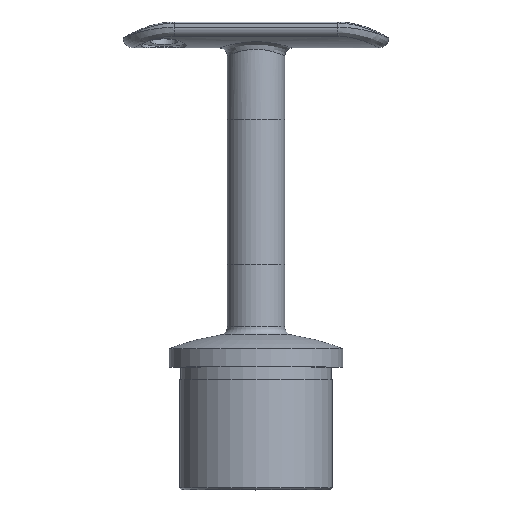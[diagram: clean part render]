
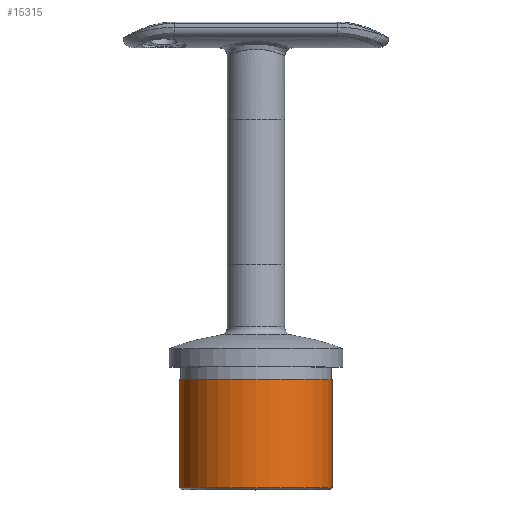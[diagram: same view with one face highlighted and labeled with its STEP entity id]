
A CAD part, top view. The second image highlights one B-rep face of the part: STEP entity #15315.
In plain terms, the highlighted cylindrical face has radius 18.65 mm (diameter 37.3 mm), a full revolution.
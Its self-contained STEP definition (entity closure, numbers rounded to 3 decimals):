
#986 = FACE_OUTER_BOUND ( 'NONE', #21821, .T. ) ;
#3090 = DIRECTION ( 'NONE',  ( 0., -1., 0. ) ) ;
#3521 = AXIS2_PLACEMENT_3D ( 'NONE', #13133, #3090, #5031 ) ;
#4320 = CARTESIAN_POINT ( 'NONE',  ( 0., 0., 0. ) ) ;
#4771 = AXIS2_PLACEMENT_3D ( 'NONE', #4320, #25005, #8230 ) ;
#5031 = DIRECTION ( 'NONE',  ( 0., 0., -1. ) ) ;
#5936 = EDGE_CURVE ( 'NONE', #17513, #17513, #7242, .T. ) ;
#7047 = FACE_OUTER_BOUND ( 'NONE', #7690, .T. ) ;
#7147 = CARTESIAN_POINT ( 'NONE',  ( 0., -29.5, -18.65 ) ) ;
#7242 = CIRCLE ( 'NONE', #3521, 18.65 ) ;
#7690 = EDGE_LOOP ( 'NONE', ( #17841 ) ) ;
#8011 = AXIS2_PLACEMENT_3D ( 'NONE', #24884, #13242, #15212 ) ;
#8214 = CIRCLE ( 'NONE', #8011, 18.65 ) ;
#8230 = DIRECTION ( 'NONE',  ( 0., 0., -1. ) ) ;
#10969 = CARTESIAN_POINT ( 'NONE',  ( 0., -3., -18.65 ) ) ;
#11246 = ORIENTED_EDGE ( 'NONE', *, *, #18087, .T. ) ;
#13133 = CARTESIAN_POINT ( 'NONE',  ( 0., -29.5, 0. ) ) ;
#13242 = DIRECTION ( 'NONE',  ( 0., -1., 0. ) ) ;
#15212 = DIRECTION ( 'NONE',  ( 0., 0., -1. ) ) ;
#15315 = ADVANCED_FACE ( 'NONE', ( #986, #7047 ), #23490, .T. ) ;
#17513 = VERTEX_POINT ( 'NONE', #7147 ) ;
#17801 = VERTEX_POINT ( 'NONE', #10969 ) ;
#17841 = ORIENTED_EDGE ( 'NONE', *, *, #5936, .F. ) ;
#18087 = EDGE_CURVE ( 'NONE', #17801, #17801, #8214, .T. ) ;
#21821 = EDGE_LOOP ( 'NONE', ( #11246 ) ) ;
#23490 = CYLINDRICAL_SURFACE ( 'NONE', #4771, 18.65 ) ;
#24884 = CARTESIAN_POINT ( 'NONE',  ( 0., -3., 0. ) ) ;
#25005 = DIRECTION ( 'NONE',  ( 0., -1., 0. ) ) ;
